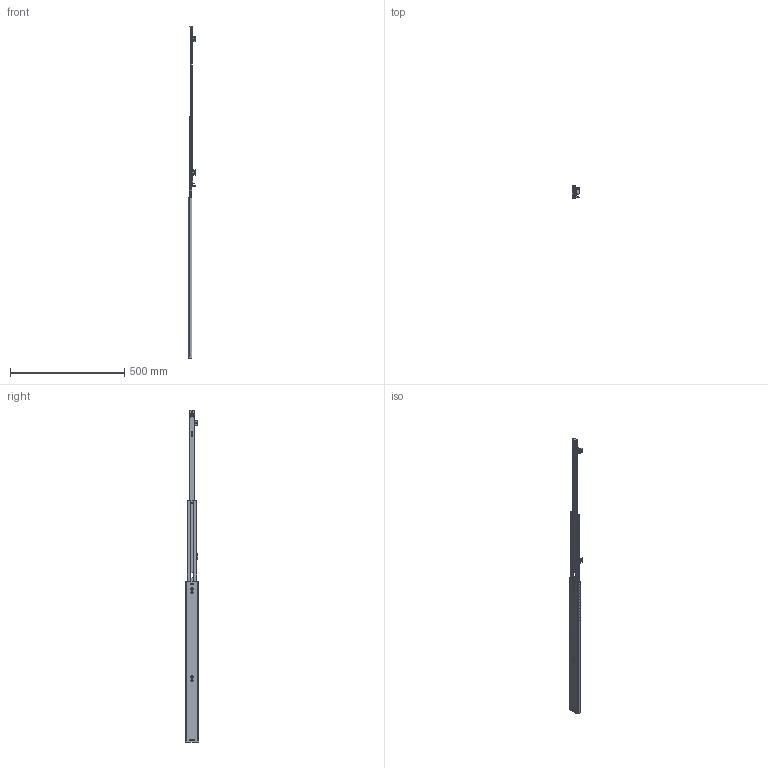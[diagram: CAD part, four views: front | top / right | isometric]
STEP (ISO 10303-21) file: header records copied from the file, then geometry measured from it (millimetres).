
FILE_DESCRIPTION(/* description */ ('Überauszug Serie 038 700x750 links'),/* implementation_level */ '2;1');
FILE_NAME(/* name */ '07000066017.stp',/* time_stamp */ '2020-07-02T17:01:30+02:00',/* author */ ('Dennis Bruder'),/* organization */ (''),/* preprocessor_version */ 'ST-DEVELOPER v18',/* originating_system */ 'Autodesk Inventor 2020',/* authorisation */ '');
FILE_SCHEMA (('AUTOMOTIVE_DESIGN { 1 0 10303 214 3 1 1 }'));
Products named in the file (1): 07000066017
Bounding box: 33.8 x 57.38 x 1450 mm (x, y, z)
Volume: 281976.7 mm3; surface area: 368338.5 mm2
Topology: 99 solids, 99 shells, 4413 faces, 13229 edges, 8825 vertices
Faces by surface type: plane 2093, cylinder 1011, cone 618, torus 302, bspline 295, sphere 94
Full cylindrical faces by diameter (mm): 1 x8, 2.3 x2, 3.5 x2, 4 x2, 4.1 x9, 4.5 x8, 4.6 x7, 5 x6, 5.9 x3, 6 x8, 8 x6, 8.2 x2
Entity records: 170697 total; most frequent: CARTESIAN_POINT 52882, ORIENTED_EDGE 26102, DIRECTION 21184, EDGE_CURVE 13051, VERTEX_POINT 8825, AXIS2_PLACEMENT_3D 7355, LINE 6474, VECTOR 6474
